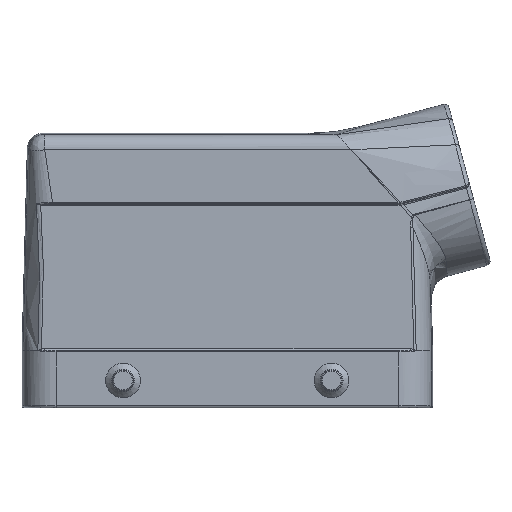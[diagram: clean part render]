
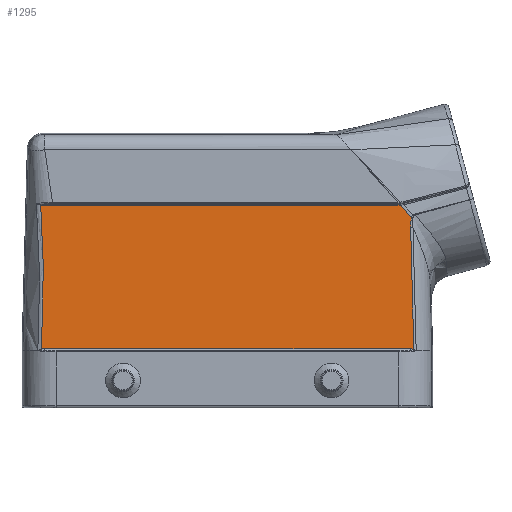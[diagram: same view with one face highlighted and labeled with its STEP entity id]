
A CAD part, front view. The second image highlights one B-rep face of the part: STEP entity #1295.
In plain terms, the highlighted planar face has unit normal (0, -1, 0.015).
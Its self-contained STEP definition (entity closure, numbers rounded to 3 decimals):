
#914=FACE_OUTER_BOUND('',#2170,.T.);
#1295=ADVANCED_FACE('',(#914),#1715,.T.);
#1715=PLANE('',#10418);
#2170=EDGE_LOOP('',(#2834,#2835,#2836,#2837,#2838,#2839,#2840,#2841,#2842,
#2843));
#2834=ORIENTED_EDGE('',*,*,#5322,.T.);
#2835=ORIENTED_EDGE('',*,*,#5323,.T.);
#2836=ORIENTED_EDGE('',*,*,#5324,.T.);
#2837=ORIENTED_EDGE('',*,*,#5325,.T.);
#2838=ORIENTED_EDGE('',*,*,#5326,.T.);
#2839=ORIENTED_EDGE('',*,*,#5327,.T.);
#2840=ORIENTED_EDGE('',*,*,#5328,.T.);
#2841=ORIENTED_EDGE('',*,*,#5329,.T.);
#2842=ORIENTED_EDGE('',*,*,#5330,.T.);
#2843=ORIENTED_EDGE('',*,*,#5331,.T.);
#4736=VERTEX_POINT('',#14750);
#4737=VERTEX_POINT('',#14751);
#4738=VERTEX_POINT('',#14756);
#4739=VERTEX_POINT('',#14758);
#4740=VERTEX_POINT('',#14766);
#4741=VERTEX_POINT('',#14768);
#4742=VERTEX_POINT('',#14773);
#4743=VERTEX_POINT('',#14787);
#4744=VERTEX_POINT('',#14792);
#4745=VERTEX_POINT('',#14794);
#5322=EDGE_CURVE('',#4736,#4737,#6556,.T.);
#5323=EDGE_CURVE('',#4737,#4738,#6557,.T.);
#5324=EDGE_CURVE('',#4738,#4739,#8255,.T.);
#5325=EDGE_CURVE('',#4739,#4740,#6558,.T.);
#5326=EDGE_CURVE('',#4740,#4741,#8256,.T.);
#5327=EDGE_CURVE('',#4741,#4742,#6559,.T.);
#5328=EDGE_CURVE('',#4742,#4743,#6560,.T.);
#5329=EDGE_CURVE('',#4743,#4744,#6561,.T.);
#5330=EDGE_CURVE('',#4744,#4745,#8257,.T.);
#5331=EDGE_CURVE('',#4745,#4736,#6562,.T.);
#6556=B_SPLINE_CURVE_WITH_KNOTS('',3,(#14742,#14743,#14744,#14745,#14746,
#14747,#14748,#14749),.UNSPECIFIED.,.F.,.F.,(4,2,2,4),(0.,0.5,0.75,1.),
 .UNSPECIFIED.);
#6557=B_SPLINE_CURVE_WITH_KNOTS('',3,(#14752,#14753,#14754,#14755),
 .UNSPECIFIED.,.F.,.F.,(4,4),(0.,1.),.UNSPECIFIED.);
#6558=B_SPLINE_CURVE_WITH_KNOTS('',3,(#14759,#14760,#14761,#14762,#14763,
#14764,#14765),.UNSPECIFIED.,.F.,.F.,(4,3,4),(0.,0.371,1.),
 .UNSPECIFIED.);
#6559=B_SPLINE_CURVE_WITH_KNOTS('',3,(#14769,#14770,#14771,#14772),
 .UNSPECIFIED.,.F.,.F.,(4,4),(0.,1.),.UNSPECIFIED.);
#6560=B_SPLINE_CURVE_WITH_KNOTS('',3,(#14774,#14775,#14776,#14777,#14778,
#14779,#14780,#14781,#14782,#14783,#14784,#14785,#14786),.UNSPECIFIED.,
 .F.,.F.,(4,3,3,3,4),(0.,0.254,0.555,0.996,
1.),.UNSPECIFIED.);
#6561=B_SPLINE_CURVE_WITH_KNOTS('',3,(#14788,#14789,#14790,#14791),
 .UNSPECIFIED.,.F.,.F.,(4,4),(0.,1.),.UNSPECIFIED.);
#6562=B_SPLINE_CURVE_WITH_KNOTS('',3,(#14795,#14796,#14797,#14798),
 .UNSPECIFIED.,.F.,.F.,(4,4),(0.,1.),.UNSPECIFIED.);
#8255=LINE('',#14757,#8831);
#8256=LINE('',#14767,#8832);
#8257=LINE('',#14793,#8833);
#8831=VECTOR('',#11261,1.);
#8832=VECTOR('',#11262,1.);
#8833=VECTOR('',#11263,1.);
#10418=AXIS2_PLACEMENT_3D('',#14799,#11264,#11265);
#11261=DIRECTION('',(1.,0.,0.));
#11262=DIRECTION('',(-0.026,0.015,1.));
#11263=DIRECTION('',(-1.,0.,0.));
#11264=DIRECTION('',(0.,-1.,0.015));
#11265=DIRECTION('',(0.,-0.015,-1.));
#14742=CARTESIAN_POINT('',(-42.492,-20.001,37.105));
#14743=CARTESIAN_POINT('',(-42.113,-20.084,31.656));
#14744=CARTESIAN_POINT('',(-41.84,-20.166,26.196));
#14745=CARTESIAN_POINT('',(-41.929,-20.29,18.006));
#14746=CARTESIAN_POINT('',(-42.026,-20.332,15.275));
#14747=CARTESIAN_POINT('',(-42.167,-20.415,9.815));
#14748=CARTESIAN_POINT('',(-42.238,-20.456,7.085));
#14749=CARTESIAN_POINT('',(-42.309,-20.497,4.354));
#14750=CARTESIAN_POINT('',(-42.492,-20.001,37.105));
#14751=CARTESIAN_POINT('',(-42.309,-20.497,4.354));
#14752=CARTESIAN_POINT('',(-42.309,-20.497,4.354));
#14753=CARTESIAN_POINT('',(-42.099,-20.496,4.409));
#14754=CARTESIAN_POINT('',(-41.878,-20.496,4.424));
#14755=CARTESIAN_POINT('',(-41.661,-20.496,4.424));
#14756=CARTESIAN_POINT('',(-41.661,-20.496,4.424));
#14757=CARTESIAN_POINT('',(42.208,-20.496,4.424));
#14758=CARTESIAN_POINT('',(41.661,-20.496,4.424));
#14759=CARTESIAN_POINT('',(41.661,-20.496,4.424));
#14760=CARTESIAN_POINT('',(41.761,-20.496,4.424));
#14761=CARTESIAN_POINT('',(41.862,-20.496,4.421));
#14762=CARTESIAN_POINT('',(41.962,-20.496,4.412));
#14763=CARTESIAN_POINT('',(42.13,-20.497,4.397));
#14764=CARTESIAN_POINT('',(42.3,-20.497,4.368));
#14765=CARTESIAN_POINT('',(42.457,-20.498,4.307));
#14766=CARTESIAN_POINT('',(42.457,-20.498,4.307));
#14767=CARTESIAN_POINT('',(42.466,-20.503,3.981));
#14768=CARTESIAN_POINT('',(41.738,-20.077,32.074));
#14769=CARTESIAN_POINT('',(41.738,-20.077,32.074));
#14770=CARTESIAN_POINT('',(41.718,-20.066,32.818));
#14771=CARTESIAN_POINT('',(41.745,-20.055,33.557));
#14772=CARTESIAN_POINT('',(41.919,-20.044,34.285));
#14773=CARTESIAN_POINT('',(41.919,-20.044,34.285));
#14774=CARTESIAN_POINT('',(41.919,-20.044,34.285));
#14775=CARTESIAN_POINT('',(41.713,-20.04,34.527));
#14776=CARTESIAN_POINT('',(41.507,-20.036,34.768));
#14777=CARTESIAN_POINT('',(41.299,-20.033,35.008));
#14778=CARTESIAN_POINT('',(41.053,-20.029,35.293));
#14779=CARTESIAN_POINT('',(40.806,-20.024,35.576));
#14780=CARTESIAN_POINT('',(40.558,-20.02,35.858));
#14781=CARTESIAN_POINT('',(40.193,-20.014,36.271));
#14782=CARTESIAN_POINT('',(39.826,-20.007,36.682));
#14783=CARTESIAN_POINT('',(39.457,-20.001,37.091));
#14784=CARTESIAN_POINT('',(39.453,-20.001,37.095));
#14785=CARTESIAN_POINT('',(39.45,-20.001,37.099));
#14786=CARTESIAN_POINT('',(39.446,-20.001,37.103));
#14787=CARTESIAN_POINT('',(39.446,-20.001,37.103));
#14788=CARTESIAN_POINT('',(39.446,-20.001,37.103));
#14789=CARTESIAN_POINT('',(39.248,-20.001,37.08));
#14790=CARTESIAN_POINT('',(39.047,-20.002,37.069));
#14791=CARTESIAN_POINT('',(38.848,-20.002,37.069));
#14792=CARTESIAN_POINT('',(38.848,-20.002,37.069));
#14793=CARTESIAN_POINT('',(-42.508,-20.002,37.069));
#14794=CARTESIAN_POINT('',(-42.053,-20.002,37.069));
#14795=CARTESIAN_POINT('',(-42.053,-20.002,37.069));
#14796=CARTESIAN_POINT('',(-42.2,-20.002,37.069));
#14797=CARTESIAN_POINT('',(-42.348,-20.001,37.078));
#14798=CARTESIAN_POINT('',(-42.492,-20.001,37.105));
#14799=CARTESIAN_POINT('',(50.,-20.5,4.176));
